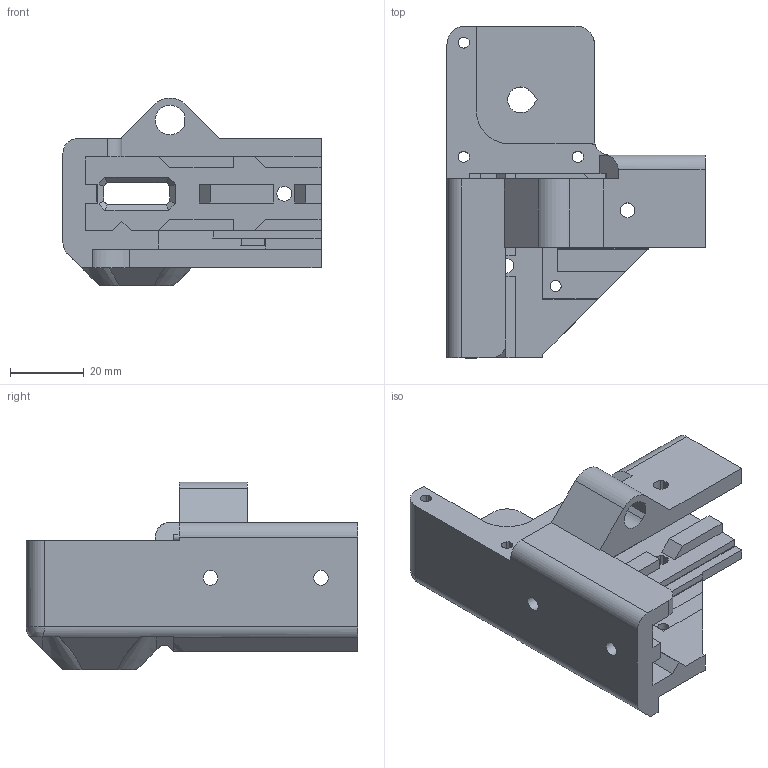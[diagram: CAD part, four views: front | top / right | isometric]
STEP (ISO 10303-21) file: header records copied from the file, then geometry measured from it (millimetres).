
FILE_DESCRIPTION(('FreeCAD Model'),'2;1');
FILE_NAME('LBackCorner.step','2016-10-24T16:43:30',('Author'),(''), 'Open CASCADE STEP processor 6.8','FreeCAD','Unknown');
FILE_SCHEMA(('AUTOMOTIVE_DESIGN_CC2 { 1 2 10303 214 -1 1 5 4 }'));
Length unit declared in the file: millimetre
Products named in the file (2): ASSEMBLY; LBackCorner
Assembly tree (1 placements, depth 2):
  ASSEMBLY
    LBackCorner
Bounding box: 70 x 90 x 50.98 mm (x, y, z)
Volume: 62089.4 mm3; surface area: 25224.6 mm2
Topology: 1 solids, 1 shells, 197 faces, 554 edges, 358 vertices
Faces by surface type: plane 145, cylinder 41, sphere 4, bspline 4, cone 3
Full cylindrical faces by diameter (mm): 3 x1, 4 x2
Entity records: 16007 total; most frequent: CARTESIAN_POINT 5049, DIRECTION 1992, LINE 1376, VECTOR 1376, ORIENTED_EDGE 1104, PCURVE 1104, DEFINITIONAL_REPRESENTATION 1104, EDGE_CURVE 552
